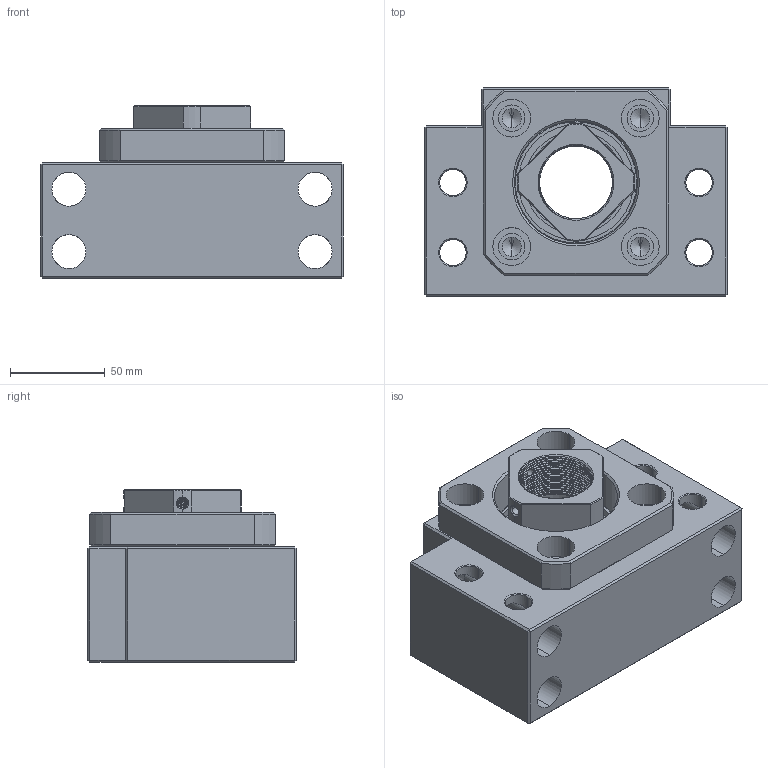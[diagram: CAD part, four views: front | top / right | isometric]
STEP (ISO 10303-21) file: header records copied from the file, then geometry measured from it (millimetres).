
FILE_DESCRIPTION (( 'STEP AP214' ), '1' );
FILE_NAME ('BK40.STEP', '2025-11-07T08:53:01', ( '' ), ( '' ), 'SwSTEP 2.0', 'SolidWorks 2024', '' );
FILE_SCHEMA (( 'AUTOMOTIVE_DESIGN' ));
Length unit declared in the file: millimetre
Products named in the file (1): BK40
Bounding box: 160 x 110 x 91 mm (x, y, z)
Volume: 836418.7 mm3; surface area: 207185 mm2
Topology: 39 solids, 39 shells, 796 faces, 2116 edges, 1319 vertices
Faces by surface type: plane 264, bspline 248, cylinder 168, cone 72, sphere 44
Entity records: 39862 total; most frequent: CARTESIAN_POINT 22377, ORIENTED_EDGE 3948, DIRECTION 2914, EDGE_CURVE 1974, VERTEX_POINT 1275, AXIS2_PLACEMENT_3D 1016, LINE 882, VECTOR 882
